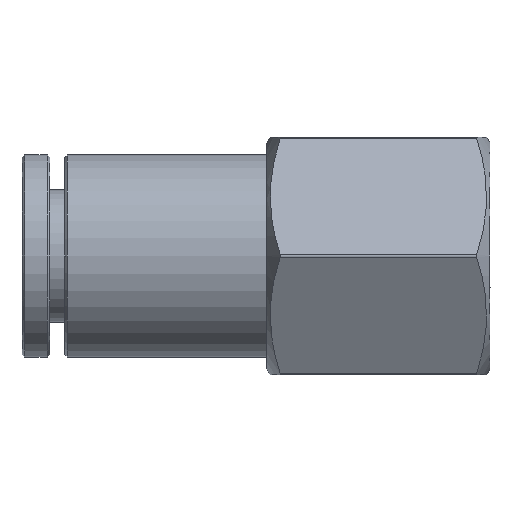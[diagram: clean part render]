
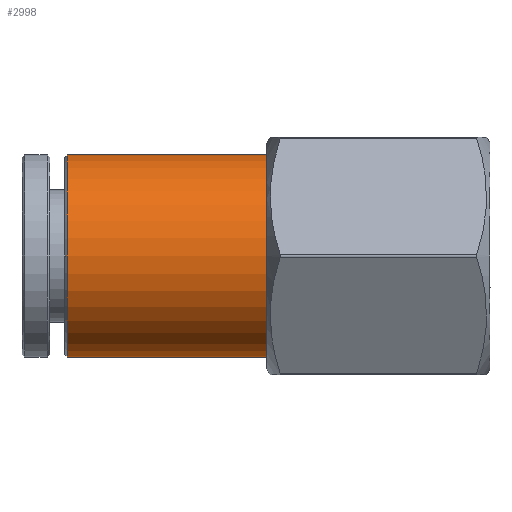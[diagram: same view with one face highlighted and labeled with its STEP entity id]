
A CAD part, left-side view. The second image highlights one B-rep face of the part: STEP entity #2998.
In plain terms, the highlighted cylindrical face has radius 7.25 mm (diameter 14.5 mm), a partial arc.
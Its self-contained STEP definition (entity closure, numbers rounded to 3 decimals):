
#98 = DIRECTION ( 'NONE',  ( 0., -1., 0. ) ) ;
#188 = CIRCLE ( 'NONE', #9305, 7.25 ) ;
#377 = DIRECTION ( 'NONE',  ( 0., 0., -1. ) ) ;
#423 = CYLINDRICAL_SURFACE ( 'NONE', #6362, 7.25 ) ;
#1153 = ORIENTED_EDGE ( 'NONE', *, *, #12187, .T. ) ;
#1761 = EDGE_LOOP ( 'NONE', ( #9921, #1153, #4566, #4398, #14970 ) ) ;
#2527 = CARTESIAN_POINT ( 'NONE',  ( 0., -2.5, 7.25 ) ) ;
#2998 = ADVANCED_FACE ( 'NONE', ( #7734 ), #423, .T. ) ;
#3033 = VECTOR ( 'NONE', #10883, 1000. ) ;
#3870 = CARTESIAN_POINT ( 'NONE',  ( 0., -2.5, 0. ) ) ;
#4398 = ORIENTED_EDGE ( 'NONE', *, *, #17140, .T. ) ;
#4566 = ORIENTED_EDGE ( 'NONE', *, *, #16337, .T. ) ;
#4908 = VERTEX_POINT ( 'NONE', #13631 ) ;
#5246 = DIRECTION ( 'NONE',  ( 0., 0., -1. ) ) ;
#5522 = VERTEX_POINT ( 'NONE', #17627 ) ;
#6362 = AXIS2_PLACEMENT_3D ( 'NONE', #16255, #17077, #16305 ) ;
#6479 = CARTESIAN_POINT ( 'NONE',  ( 0., 0., -7.25 ) ) ;
#6500 = CARTESIAN_POINT ( 'NONE',  ( -7.25, 11.8, 0. ) ) ;
#6697 = LINE ( 'NONE', #9486, #3033 ) ;
#7691 = VERTEX_POINT ( 'NONE', #2527 ) ;
#7693 = AXIS2_PLACEMENT_3D ( 'NONE', #16784, #8585, #377 ) ;
#7734 = FACE_OUTER_BOUND ( 'NONE', #1761, .T. ) ;
#8300 = CARTESIAN_POINT ( 'NONE',  ( 0., 11.8, 0. ) ) ;
#8585 = DIRECTION ( 'NONE',  ( 0., -1., 0. ) ) ;
#9305 = AXIS2_PLACEMENT_3D ( 'NONE', #3870, #13465, #5246 ) ;
#9486 = CARTESIAN_POINT ( 'NONE',  ( 0., 0., 7.25 ) ) ;
#9688 = DIRECTION ( 'NONE',  ( 0., 0., -1. ) ) ;
#9921 = ORIENTED_EDGE ( 'NONE', *, *, #15953, .F. ) ;
#10883 = DIRECTION ( 'NONE',  ( 0., -1., 0. ) ) ;
#10987 = CIRCLE ( 'NONE', #15556, 7.25 ) ;
#11417 = VERTEX_POINT ( 'NONE', #6500 ) ;
#11436 = EDGE_CURVE ( 'NONE', #5522, #7691, #188, .T. ) ;
#12187 = EDGE_CURVE ( 'NONE', #15553, #11417, #16209, .T. ) ;
#12243 = LINE ( 'NONE', #6479, #15452 ) ;
#13465 = DIRECTION ( 'NONE',  ( 0., 1., 0. ) ) ;
#13631 = CARTESIAN_POINT ( 'NONE',  ( 0., 11.8, -7.25 ) ) ;
#14970 = ORIENTED_EDGE ( 'NONE', *, *, #11436, .T. ) ;
#15452 = VECTOR ( 'NONE', #16068, 1000. ) ;
#15553 = VERTEX_POINT ( 'NONE', #15994 ) ;
#15556 = AXIS2_PLACEMENT_3D ( 'NONE', #8300, #98, #9688 ) ;
#15953 = EDGE_CURVE ( 'NONE', #15553, #7691, #6697, .T. ) ;
#15994 = CARTESIAN_POINT ( 'NONE',  ( 0., 11.8, 7.25 ) ) ;
#16068 = DIRECTION ( 'NONE',  ( 0., -1., 0. ) ) ;
#16209 = CIRCLE ( 'NONE', #7693, 7.25 ) ;
#16255 = CARTESIAN_POINT ( 'NONE',  ( 0., 0., 0. ) ) ;
#16305 = DIRECTION ( 'NONE',  ( 0., 0., -1. ) ) ;
#16337 = EDGE_CURVE ( 'NONE', #11417, #4908, #10987, .T. ) ;
#16784 = CARTESIAN_POINT ( 'NONE',  ( 0., 11.8, 0. ) ) ;
#17077 = DIRECTION ( 'NONE',  ( 0., -1., 0. ) ) ;
#17140 = EDGE_CURVE ( 'NONE', #4908, #5522, #12243, .T. ) ;
#17627 = CARTESIAN_POINT ( 'NONE',  ( 0., -2.5, -7.25 ) ) ;
